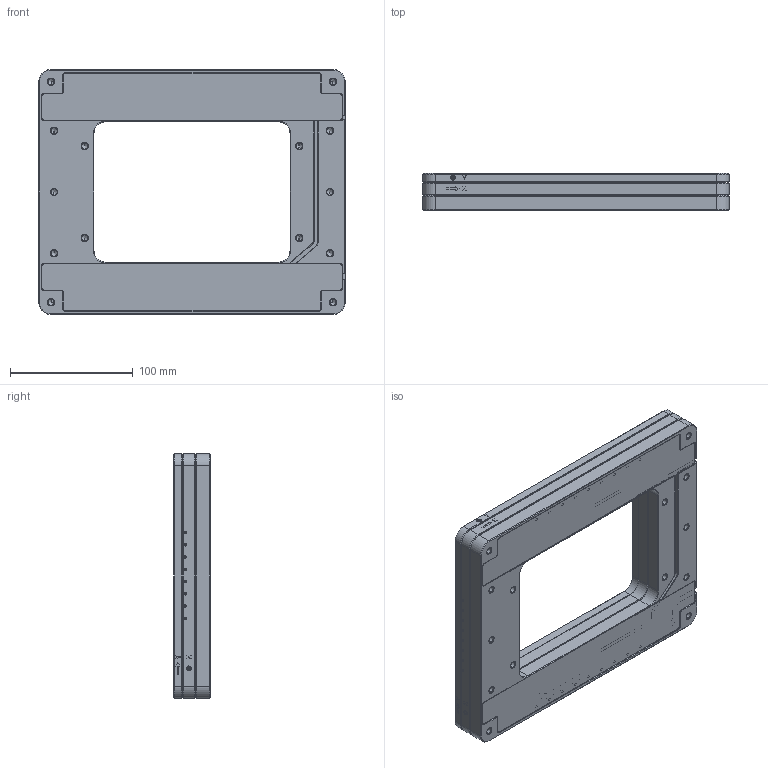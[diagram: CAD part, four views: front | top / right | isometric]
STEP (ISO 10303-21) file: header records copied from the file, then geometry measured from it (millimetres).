
FILE_DESCRIPTION (( 'STEP AP214' ), '1' );
FILE_NAME ('Carrier.7550.2D - web.STEP', '2022-05-21T06:48:27', ( '' ), ( '' ), 'SwSTEP 2.0', 'SolidWorks 2020', '' );
FILE_SCHEMA (( 'AUTOMOTIVE_DESIGN' ));
Length unit declared in the file: millimetre
Products named in the file (1): Carrier.7550.2D - web
Bounding box: 250 x 30 x 200 mm (x, y, z)
Volume: 837503.5 mm3; surface area: 287696.9 mm2
Topology: 5 solids, 5 shells, 2500 faces, 6835 edges, 4393 vertices
Faces by surface type: bspline 1095, plane 729, cylinder 418, cone 258
Entity records: 113074 total; most frequent: CARTESIAN_POINT 29155, ORIENTED_EDGE 13478, DIRECTION 8338, EDGE_CURVE 6739, VERTEX_POINT 4393, VECTOR 3538, LINE 3538, EDGE_LOOP 2854
